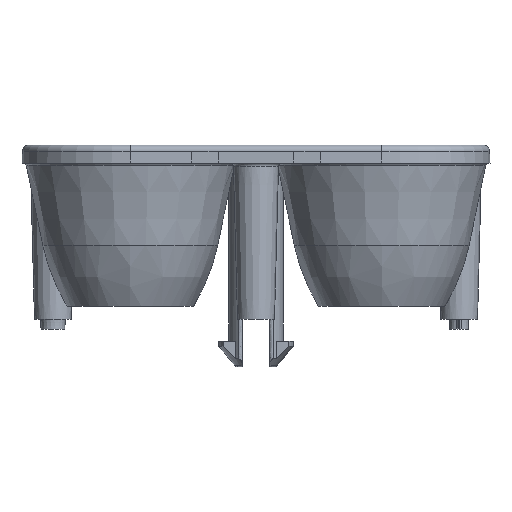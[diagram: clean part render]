
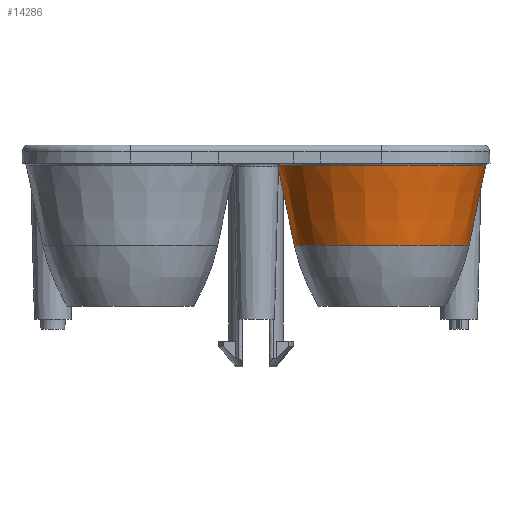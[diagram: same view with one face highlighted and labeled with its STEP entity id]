
A CAD part, front view. The second image highlights one B-rep face of the part: STEP entity #14286.
In plain terms, the highlighted conical face has half-angle 11.808 degrees and reference radius 7.422 mm.
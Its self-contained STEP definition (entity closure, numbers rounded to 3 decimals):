
#64=CARTESIAN_POINT('',(0.,0.,4.745));
#65=DIRECTION('',(0.,0.,-1.));
#66=DIRECTION('',(1.,0.,0.));
#67=AXIS2_PLACEMENT_3D('',#64,#65,#66);
#89=CARTESIAN_POINT('',(0.,0.,10.901));
#90=DIRECTION('',(0.,0.,1.));
#91=DIRECTION('',(-1.,0.,0.));
#92=AXIS2_PLACEMENT_3D('',#89,#90,#91);
#94=DIRECTION('',(-0.205,0.,-0.979));
#95=VECTOR('',#94,6.29);
#96=CARTESIAN_POINT('',(8.066,0.,10.901));
#97=LINE('',#96,#95);
#98=DIRECTION('',(0.205,0.,-0.979));
#99=VECTOR('',#98,6.29);
#100=CARTESIAN_POINT('',(-8.066,0.,
10.901));
#101=LINE('',#100,#99);
#12257=CARTESIAN_POINT('',(6.779,0.,4.745));
#12259=VERTEX_POINT('',#12257);
#12261=CARTESIAN_POINT('',(-6.779,0.,4.745));
#12263=VERTEX_POINT('',#12261);
#12395=CARTESIAN_POINT('',(-8.066,0.,10.901));
#12396=CARTESIAN_POINT('',(8.066,0.,10.901));
#12397=VERTEX_POINT('',#12395);
#12398=VERTEX_POINT('',#12396);
#14275=CARTESIAN_POINT('',(0.,0.,7.823));
#14276=DIRECTION('',(0.,0.,1.));
#14277=DIRECTION('',(-1.,0.,0.));
#14278=AXIS2_PLACEMENT_3D('',#14275,#14276,#14277);
#14279=CONICAL_SURFACE('',#14278,7.422,11.808);
#14280=ORIENTED_EDGE('',*,*,#14266,.T.);
#14281=ORIENTED_EDGE('',*,*,#14241,.T.);
#14282=ORIENTED_EDGE('',*,*,#14189,.T.);
#14283=ORIENTED_EDGE('',*,*,#14238,.F.);
#14284=EDGE_LOOP('',(#14280,#14281,#14282,#14283));
#14285=FACE_OUTER_BOUND('',#14284,.F.);
#14286=ADVANCED_FACE('',(#14285),#14279,.T.);
#68=CIRCLE('',#67,6.779);
#93=CIRCLE('',#92,8.066);
#14189=EDGE_CURVE('',#12259,#12263,#68,.T.);
#14238=EDGE_CURVE('',#12397,#12263,#101,.T.);
#14241=EDGE_CURVE('',#12398,#12259,#97,.T.);
#14266=EDGE_CURVE('',#12397,#12398,#93,.T.);
